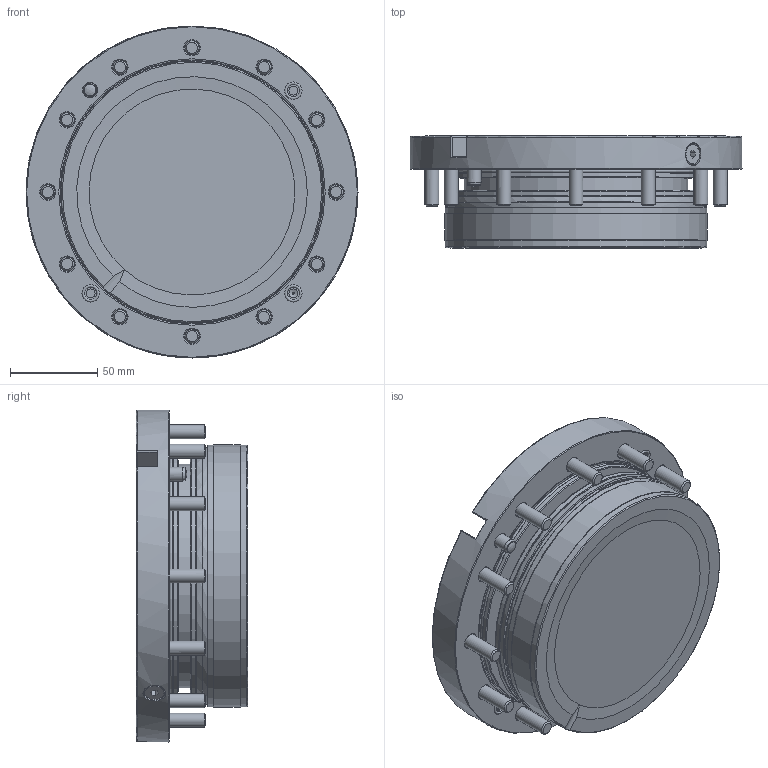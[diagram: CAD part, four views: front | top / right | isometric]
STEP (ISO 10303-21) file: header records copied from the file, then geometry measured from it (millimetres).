
FILE_DESCRIPTION (( 'STEP AP214' ), '1' );
FILE_NAME ('STARK_807 213_A.STEP', '2021-09-27T09:50:05', ( '' ), ( '' ), 'SwSTEP 2.0', 'SolidWorks 2019', '' );
FILE_SCHEMA (( 'AUTOMOTIVE_DESIGN' ));
Length unit declared in the file: millimetre
Products named in the file (1): STARK_807 213_A
Bounding box: 190 x 64 x 190 mm (x, y, z)
Volume: 1217984.9 mm3; surface area: 118955.4 mm2
Topology: 1 solids, 29 shells, 520 faces, 1223 edges, 808 vertices
Faces by surface type: cylinder 160, plane 158, cone 132, sphere 37, torus 33
Full cylindrical faces by diameter (mm): 1 x1, 2.5 x2, 4.25 x1, 5 x3, 5.5 x1, 7 x3, 7.273 x1, 8 x16, 8.5 x12, 10 x3, 10.9 x2, 11 x2, 12 x2, 12.5 x2, 15 x12, 36.6 x2, 37 x2, 42 x2, 46.1 x1, 48 x1, 58.97 x1, 65 x1, 65.105 x1, 127.769 x1, 147 x1, 148.887 x1, 149.7 x3, 150 x2, 190 x1
Entity records: 18910 total; most frequent: CARTESIAN_POINT 4660, DIRECTION 2160, ORIENTED_EDGE 1806, AXIS2_PLACEMENT_3D 1021, EDGE_CURVE 903, EDGE_LOOP 772, VERTEX_POINT 679, FACE_OUTER_BOUND 634
